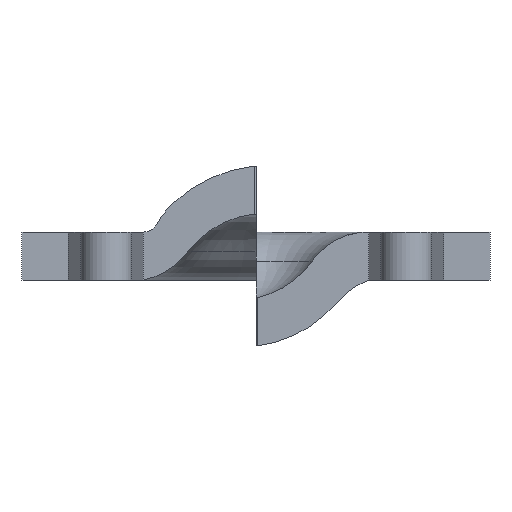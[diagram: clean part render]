
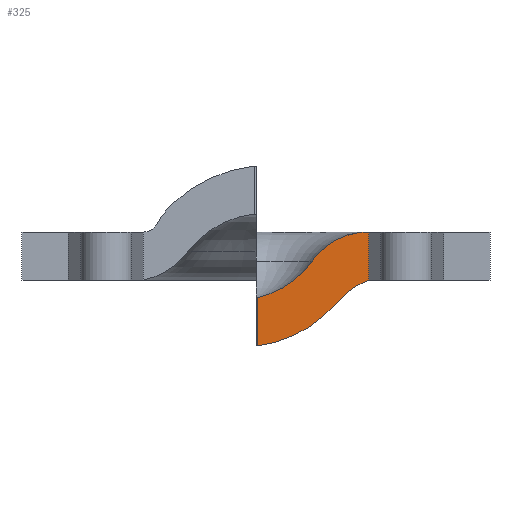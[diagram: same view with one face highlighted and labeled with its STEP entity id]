
A CAD part, front view. The second image highlights one B-rep face of the part: STEP entity #325.
In plain terms, the highlighted planar face has unit normal (0, -1, 0).
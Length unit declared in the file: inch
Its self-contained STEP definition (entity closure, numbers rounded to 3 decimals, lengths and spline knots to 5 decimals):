
#102 = VERTEX_POINT ( 'NONE', #794 ) ;
#171 = VERTEX_POINT ( 'NONE', #942 ) ;
#313 = EDGE_CURVE ( 'NONE', #102, #322, #1113, .T. ) ;
#322 = VERTEX_POINT ( 'NONE', #1089 ) ;
#325 = ADVANCED_FACE ( 'NONE', ( #1086 ), #1081, .F. ) ;
#464 = ORIENTED_EDGE ( 'NONE', *, *, #484, .T. ) ;
#470 = EDGE_LOOP ( 'NONE', ( #471, #515, #464, #514, #512, #513 ) ) ;
#471 = ORIENTED_EDGE ( 'NONE', *, *, #313, .T. ) ;
#472 = VERTEX_POINT ( 'NONE', #1382 ) ;
#479 = VERTEX_POINT ( 'NONE', #1688 ) ;
#484 = EDGE_CURVE ( 'NONE', #479, #535, #1697, .T. ) ;
#490 = EDGE_CURVE ( 'NONE', #535, #472, #1718, .T. ) ;
#512 = ORIENTED_EDGE ( 'NONE', *, *, #533, .T. ) ;
#513 = ORIENTED_EDGE ( 'NONE', *, *, #561, .F. ) ;
#514 = ORIENTED_EDGE ( 'NONE', *, *, #490, .T. ) ;
#515 = ORIENTED_EDGE ( 'NONE', *, *, #545, .T. ) ;
#533 = EDGE_CURVE ( 'NONE', #472, #171, #1503, .T. ) ;
#535 = VERTEX_POINT ( 'NONE', #1559 ) ;
#545 = EDGE_CURVE ( 'NONE', #322, #479, #1516, .T. ) ;
#561 = EDGE_CURVE ( 'NONE', #102, #171, #1513, .T. ) ;
#794 = CARTESIAN_POINT ( 'NONE',  ( 0.075, 0.15, 0.032 ) ) ;
#942 = CARTESIAN_POINT ( 'NONE',  ( 0.075, 0.15, 0. ) ) ;
#1077 = DIRECTION ( 'NONE',  ( 0., 0., 1. ) ) ;
#1078 = DIRECTION ( 'NONE',  ( 0., 1., 0. ) ) ;
#1079 = CARTESIAN_POINT ( 'NONE',  ( 0.07505, 0.15, -0.01417 ) ) ;
#1080 = AXIS2_PLACEMENT_3D ( 'NONE', #1079, #1078, #1077 ) ;
#1081 = PLANE ( 'NONE',  #1080 ) ;
#1086 = FACE_OUTER_BOUND ( 'NONE', #470, .T. ) ;
#1089 = CARTESIAN_POINT ( 'NONE',  ( 0.03747, 0.15, 0.01265 ) ) ;
#1109 = DIRECTION ( 'NONE',  ( 0., 0., 1. ) ) ;
#1110 = DIRECTION ( 'NONE',  ( 0., -1., 0. ) ) ;
#1111 = CARTESIAN_POINT ( 'NONE',  ( 0.07505, 0.15, -0.01417 ) ) ;
#1112 = AXIS2_PLACEMENT_3D ( 'NONE', #1111, #1110, #1109 ) ;
#1113 = CIRCLE ( 'NONE', #1112, 0.04617 ) ;
#1382 = CARTESIAN_POINT ( 'NONE',  ( 0.05401, 0.15, -0.01486 ) ) ;
#1450 = DIRECTION ( 'NONE',  ( 0., 0., -1. ) ) ;
#1451 = DIRECTION ( 'NONE',  ( 0., 1., 0. ) ) ;
#1452 = AXIS2_PLACEMENT_3D ( 'NONE', #1584, #1451, #1450 ) ;
#1502 = CARTESIAN_POINT ( 'NONE',  ( 0.09292, 0.15, -0.04757 ) ) ;
#1503 = CIRCLE ( 'NONE', #1524, 0.05083 ) ;
#1510 = DIRECTION ( 'NONE',  ( 0., 0., -1. ) ) ;
#1511 = VECTOR ( 'NONE', #1510, 39.37008 ) ;
#1512 = CARTESIAN_POINT ( 'NONE',  ( 0.075, 0.15, 0.032 ) ) ;
#1513 = LINE ( 'NONE', #1512, #1511 ) ;
#1516 = CIRCLE ( 'NONE', #1452, 0.06213 ) ;
#1522 = DIRECTION ( 'NONE',  ( 0., 0., 1. ) ) ;
#1523 = DIRECTION ( 'NONE',  ( 0., 1., 0. ) ) ;
#1524 = AXIS2_PLACEMENT_3D ( 'NONE', #1502, #1523, #1522 ) ;
#1559 = CARTESIAN_POINT ( 'NONE',  ( 0.0007, 0.15, -0.044 ) ) ;
#1584 = CARTESIAN_POINT ( 'NONE',  ( -0.01311, 0.15, 0.04874 ) ) ;
#1688 = CARTESIAN_POINT ( 'NONE',  ( 0.0007, 0.15, -0.01184 ) ) ;
#1691 = DIRECTION ( 'NONE',  ( 0., 0., -1. ) ) ;
#1692 = DIRECTION ( 'NONE',  ( 0., -1., 0. ) ) ;
#1693 = AXIS2_PLACEMENT_3D ( 'NONE', #1705, #1692, #1691 ) ;
#1694 = DIRECTION ( 'NONE',  ( 0., 0., -1. ) ) ;
#1695 = VECTOR ( 'NONE', #1694, 39.37008 ) ;
#1696 = CARTESIAN_POINT ( 'NONE',  ( 0.0007, 0.15, -0.01184 ) ) ;
#1697 = LINE ( 'NONE', #1696, #1695 ) ;
#1705 = CARTESIAN_POINT ( 'NONE',  ( -0.01004, 0.15, 0.03897 ) ) ;
#1718 = CIRCLE ( 'NONE', #1693, 0.08366 ) ;
